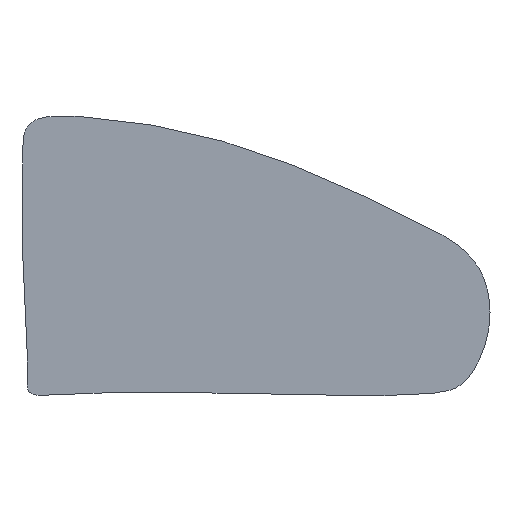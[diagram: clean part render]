
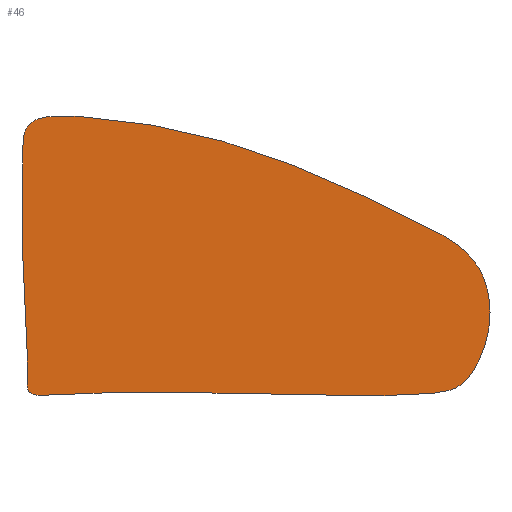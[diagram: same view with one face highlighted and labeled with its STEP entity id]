
A CAD part, left-side view. The second image highlights one B-rep face of the part: STEP entity #46.
In plain terms, the highlighted planar face has unit normal (-1, 0, 0).
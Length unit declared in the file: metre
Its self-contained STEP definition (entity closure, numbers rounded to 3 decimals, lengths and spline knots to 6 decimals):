
#21=PLANE('',#68);
#28=ORIENTED_EDGE('',*,*,#30,.T.);
#30=EDGE_CURVE('',#32,#32,#34,.T.);
#32=VERTEX_POINT('',#149);
#34=B_SPLINE_CURVE_WITH_KNOTS('',3,(#131,#132,#133,#134,#135,#136,#137,
#138,#139,#140,#141,#142,#143,#144,#145,#146,#147,#148),.UNSPECIFIED.,.T.,
 .F.,(1,3,1,1,1,1,1,1,1,1,1,1,1,1,1,1,3,1),(-0.067358,0.,0.031807,
0.072137,0.15594,0.229086,0.262635,
0.318384,0.437943,0.517578,0.557383,
0.612936,0.674341,0.74234,0.843418,
0.932642,1.,1.031807),.UNSPECIFIED.);
#38=EDGE_LOOP('',(#28));
#42=FACE_BOUND('',#38,.T.);
#46=ADVANCED_FACE('',(#42),#21,.F.);
#68=AXIS2_PLACEMENT_3D('',#151,#73,#74);
#73=DIRECTION('',(1.,0.,0.));
#74=DIRECTION('',(0.,1.,0.));
#131=CARTESIAN_POINT('',(0.04,-0.002636,0.018409));
#132=CARTESIAN_POINT('',(0.04,-0.002374,0.018318));
#133=CARTESIAN_POINT('',(0.04,-0.002075,0.017972));
#134=CARTESIAN_POINT('',(0.04,-0.002033,0.016825));
#135=CARTESIAN_POINT('',(0.04,-0.002008,0.012528));
#136=CARTESIAN_POINT('',(0.04,-0.002322,0.009321));
#137=CARTESIAN_POINT('',(0.04,-0.002124,0.008158));
#138=CARTESIAN_POINT('',(0.04,-0.004706,0.00858));
#139=CARTESIAN_POINT('',(0.04,-0.01316,0.008266));
#140=CARTESIAN_POINT('',(0.04,-0.017209,0.008298));
#141=CARTESIAN_POINT('',(0.04,-0.018337,0.008747));
#142=CARTESIAN_POINT('',(0.04,-0.019295,0.01064));
#143=CARTESIAN_POINT('',(0.04,-0.01899,0.013314));
#144=CARTESIAN_POINT('',(0.04,-0.016239,0.014829));
#145=CARTESIAN_POINT('',(0.04,-0.010424,0.017522));
#146=CARTESIAN_POINT('',(0.04,-0.005854,0.018406));
#147=CARTESIAN_POINT('',(0.04,-0.003192,0.018602));
#148=CARTESIAN_POINT('',(0.04,-0.002636,0.018409));
#149=CARTESIAN_POINT('',(0.04,-0.002636,0.018409));
#151=CARTESIAN_POINT('',(0.04,0.003127,0.003552));
